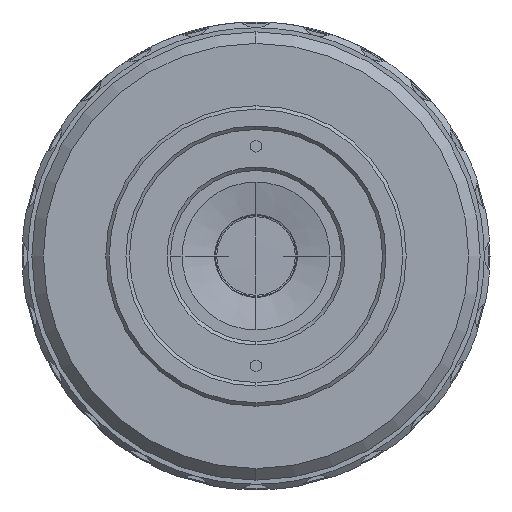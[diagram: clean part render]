
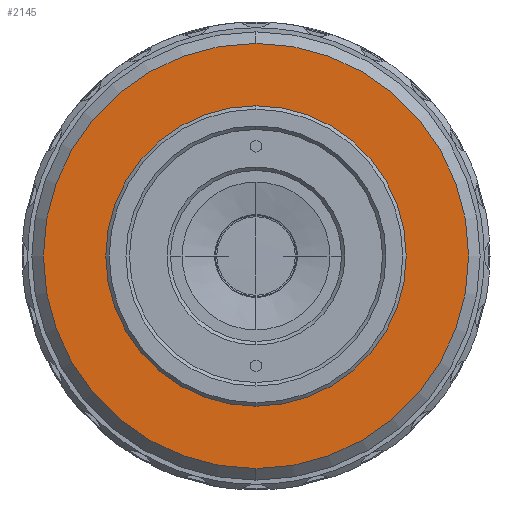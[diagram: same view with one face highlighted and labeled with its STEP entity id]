
A CAD part, left-side view. The second image highlights one B-rep face of the part: STEP entity #2145.
In plain terms, the highlighted planar face has unit normal (-1, 0, 0).
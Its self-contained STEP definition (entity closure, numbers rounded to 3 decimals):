
#2=CARTESIAN_POINT('',(5.,0.,0.));
#3=DIRECTION('',(-1.,0.,0.));
#4=DIRECTION('',(0.,0.,-1.));
#5=AXIS2_PLACEMENT_3D('',#2,#3,#4);
#7=CARTESIAN_POINT('',(5.,0.,0.));
#8=DIRECTION('',(1.,0.,0.));
#9=DIRECTION('',(0.,0.,-1.));
#10=AXIS2_PLACEMENT_3D('',#7,#8,#9);
#12=CARTESIAN_POINT('',(5.,0.,0.));
#13=DIRECTION('',(1.,0.,0.));
#14=DIRECTION('',(0.,0.,-1.));
#15=AXIS2_PLACEMENT_3D('',#12,#13,#14);
#25=CARTESIAN_POINT('',(5.,0.,0.));
#26=DIRECTION('',(-1.,0.,0.));
#27=DIRECTION('',(0.,0.,-1.));
#28=AXIS2_PLACEMENT_3D('',#25,#26,#27);
#1784=CARTESIAN_POINT('',(5.,0.,-12.5));
#1786=VERTEX_POINT('',#1784);
#1802=CARTESIAN_POINT('',(5.,0.,-18.4));
#1803=VERTEX_POINT('',#1802);
#1804=CARTESIAN_POINT('',(5.,0.,12.5));
#1806=VERTEX_POINT('',#1804);
#1822=CARTESIAN_POINT('',(5.,0.,18.4));
#1823=VERTEX_POINT('',#1822);
#2128=CARTESIAN_POINT('',(5.,0.,0.));
#2129=DIRECTION('',(1.,0.,0.));
#2130=DIRECTION('',(0.,0.,1.));
#2131=AXIS2_PLACEMENT_3D('',#2128,#2129,#2130);
#2132=PLANE('',#2131);
#2134=ORIENTED_EDGE('',*,*,#2133,.F.);
#2136=ORIENTED_EDGE('',*,*,#2135,.T.);
#2137=EDGE_LOOP('',(#2134,#2136));
#2138=FACE_OUTER_BOUND('',#2137,.F.);
#2140=ORIENTED_EDGE('',*,*,#2139,.F.);
#2142=ORIENTED_EDGE('',*,*,#2141,.T.);
#2143=EDGE_LOOP('',(#2140,#2142));
#2144=FACE_BOUND('',#2143,.F.);
#2145=ADVANCED_FACE('',(#2138,#2144),#2132,.F.);
#6=CIRCLE('',#5,18.4);
#11=CIRCLE('',#10,18.4);
#16=CIRCLE('',#15,12.5);
#29=CIRCLE('',#28,12.5);
#2133=EDGE_CURVE('',#1803,#1823,#6,.T.);
#2135=EDGE_CURVE('',#1803,#1823,#11,.T.);
#2139=EDGE_CURVE('',#1786,#1806,#16,.T.);
#2141=EDGE_CURVE('',#1786,#1806,#29,.T.);
